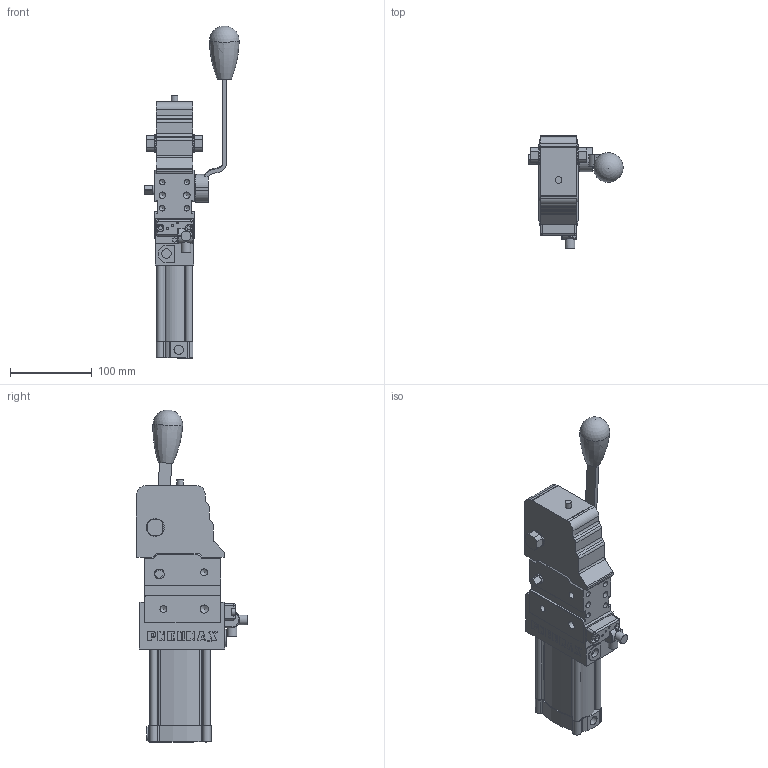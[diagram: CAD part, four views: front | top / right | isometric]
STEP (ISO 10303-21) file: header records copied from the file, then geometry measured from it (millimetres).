
FILE_DESCRIPTION(/* description */ (''),/* implementation_level */ '2;1');
FILE_NAME(/* name */ 'C1D250E#####.stp',/* time_stamp */ '2020-10-09T15:11:37+02:00',/* author */ ('donadda1'),/* organization */ (''),/* preprocessor_version */ 'ST-DEVELOPER v17.2',/* originating_system */ 'Autodesk Inventor 2019',/* authorisation */ '');
FILE_SCHEMA (('AUTOMOTIVE_DESIGN { 1 0 10303 214 3 1 1 }'));
Length unit declared in the file: millimetre
Products named in the file (5): C1D250E#####; CHIUSURA 50-MANUALE; ES001; ES001_CONN_90°; HAND LEVER_50_D2
Assembly tree (4 placements, depth 2):
  C1D250E#####
    CHIUSURA 50-MANUALE
    ES001
    ES001_CONN_90°
    HAND LEVER_50_D2
Bounding box: 115.74 x 137.1 x 406.98 mm (x, y, z)
Volume: 1318711.1 mm3; surface area: 135585.9 mm2
Topology: 4 solids, 4 shells, 443 faces, 1303 edges, 917 vertices
Faces by surface type: plane 238, cylinder 158, cone 26, bspline 10, torus 8, sphere 3
Full cylindrical faces by diameter (mm): 4.134 x2, 5 x4, 5.489 x4, 6.647 x8, 7.9 x1, 8 x4, 8.376 x4, 8.5 x4, 10 x2, 11.445 x2, 12 x4, 17 x2, 22 x3
Entity records: 15470 total; most frequent: CARTESIAN_POINT 2963, DIRECTION 2660, ORIENTED_EDGE 2564, EDGE_CURVE 1282, AXIS2_PLACEMENT_3D 957, VERTEX_POINT 917, LINE 746, VECTOR 746
